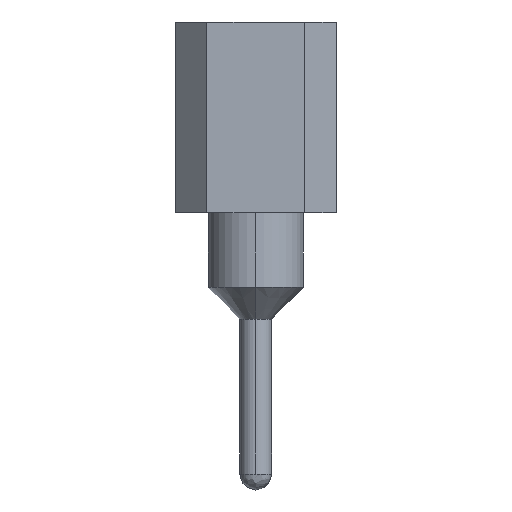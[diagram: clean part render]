
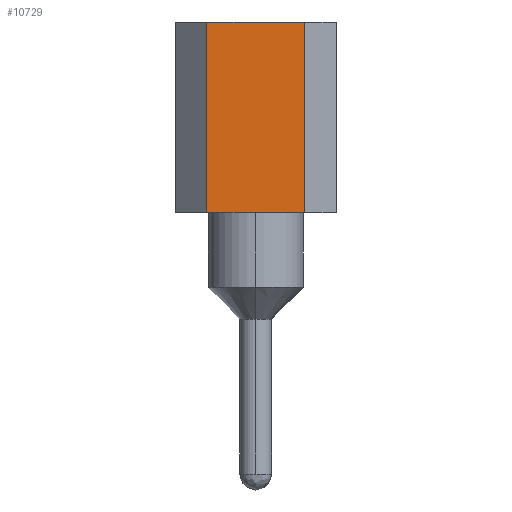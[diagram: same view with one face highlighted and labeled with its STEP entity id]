
A CAD part, left-side view. The second image highlights one B-rep face of the part: STEP entity #10729.
In plain terms, the highlighted planar face has unit normal (-1, 0, 0).
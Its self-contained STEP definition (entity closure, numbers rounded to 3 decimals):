
#134 = EDGE_CURVE ( 'NONE', #20434, #9604, #21216, .T. ) ;
#212 = DIRECTION ( 'NONE',  ( 0., 0., 1. ) ) ;
#394 = CARTESIAN_POINT ( 'NONE',  ( -12.7, -0.765, 4.57 ) ) ;
#1737 = CARTESIAN_POINT ( 'NONE',  ( -12.7, 0.775, 0.027 ) ) ;
#2839 = CARTESIAN_POINT ( 'NONE',  ( -12.7, 0.775, 1.57 ) ) ;
#3583 = PLANE ( 'NONE',  #16552 ) ;
#4338 = CARTESIAN_POINT ( 'NONE',  ( -12.7, 0.262, 1.57 ) ) ;
#5136 = CARTESIAN_POINT ( 'NONE',  ( -12.7, 0.775, 1.57 ) ) ;
#5910 = CARTESIAN_POINT ( 'NONE',  ( -12.7, 0.775, 4.57 ) ) ;
#6320 = ORIENTED_EDGE ( 'NONE', *, *, #22970, .T. ) ;
#6682 = EDGE_CURVE ( 'NONE', #12621, #9604, #13068, .T. ) ;
#6946 = CARTESIAN_POINT ( 'NONE',  ( -12.7, 0.775, 0.027 ) ) ;
#7564 = CARTESIAN_POINT ( 'NONE',  ( -12.7, -0.252, 4.57 ) ) ;
#8729 = VERTEX_POINT ( 'NONE', #10232 ) ;
#9502 = VECTOR ( 'NONE', #22133, 1000. ) ;
#9576 = CARTESIAN_POINT ( 'NONE',  ( -12.7, -0.765, 1.57 ) ) ;
#9604 = VERTEX_POINT ( 'NONE', #10004 ) ;
#10004 = CARTESIAN_POINT ( 'NONE',  ( -12.7, -0.765, 1.57 ) ) ;
#10232 = CARTESIAN_POINT ( 'NONE',  ( -12.7, 0.775, 4.57 ) ) ;
#10679 = DIRECTION ( 'NONE',  ( -1., 0., 0. ) ) ;
#10729 = ADVANCED_FACE ( 'NONE', ( #14335 ), #3583, .T. ) ;
#10934 = B_SPLINE_CURVE_WITH_KNOTS ( 'NONE', 3,
 ( #394, #7564, #13212, #5910 ),
 .UNSPECIFIED., .F., .F.,
 ( 4, 4 ),
 ( 0., 1. ),
 .UNSPECIFIED. ) ;
#11167 = CARTESIAN_POINT ( 'NONE',  ( -12.7, -0.765, 0.027 ) ) ;
#11198 = EDGE_CURVE ( 'NONE', #12621, #8729, #10934, .T. ) ;
#12621 = VERTEX_POINT ( 'NONE', #22540 ) ;
#13068 = LINE ( 'NONE', #11167, #9502 ) ;
#13212 = CARTESIAN_POINT ( 'NONE',  ( -12.7, 0.262, 4.57 ) ) ;
#14335 = FACE_OUTER_BOUND ( 'NONE', #21444, .T. ) ;
#14427 = VECTOR ( 'NONE', #19380, 1000. ) ;
#15109 = CARTESIAN_POINT ( 'NONE',  ( -12.7, -0.252, 1.57 ) ) ;
#16236 = ORIENTED_EDGE ( 'NONE', *, *, #11198, .T. ) ;
#16552 = AXIS2_PLACEMENT_3D ( 'NONE', #1737, #10679, #212 ) ;
#17699 = ORIENTED_EDGE ( 'NONE', *, *, #134, .T. ) ;
#17853 = LINE ( 'NONE', #6946, #14427 ) ;
#18943 = ORIENTED_EDGE ( 'NONE', *, *, #6682, .F. ) ;
#19380 = DIRECTION ( 'NONE',  ( 0., 0., -1. ) ) ;
#20434 = VERTEX_POINT ( 'NONE', #5136 ) ;
#21216 = B_SPLINE_CURVE_WITH_KNOTS ( 'NONE', 3,
 ( #2839, #4338, #15109, #9576 ),
 .UNSPECIFIED., .F., .F.,
 ( 4, 4 ),
 ( 0., 1. ),
 .UNSPECIFIED. ) ;
#21444 = EDGE_LOOP ( 'NONE', ( #18943, #16236, #6320, #17699 ) ) ;
#22133 = DIRECTION ( 'NONE',  ( 0., 0., -1. ) ) ;
#22540 = CARTESIAN_POINT ( 'NONE',  ( -12.7, -0.765, 4.57 ) ) ;
#22970 = EDGE_CURVE ( 'NONE', #8729, #20434, #17853, .T. ) ;
